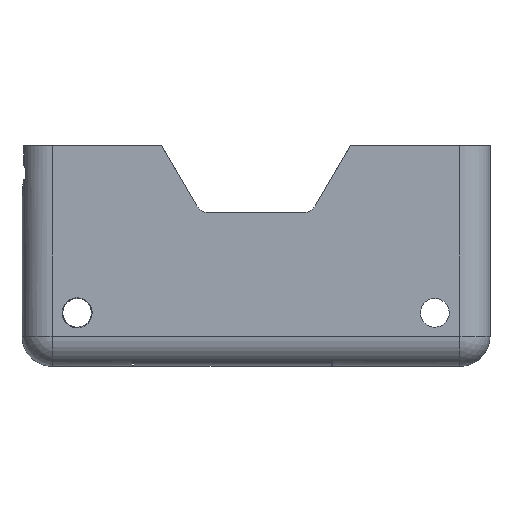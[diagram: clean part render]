
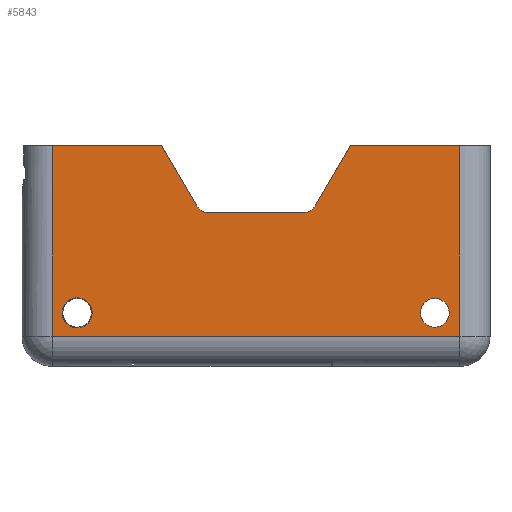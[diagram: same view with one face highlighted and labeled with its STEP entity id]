
A CAD part, left-side view. The second image highlights one B-rep face of the part: STEP entity #5843.
In plain terms, the highlighted planar face has unit normal (-1, 0, 0).
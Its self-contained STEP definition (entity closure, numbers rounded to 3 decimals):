
#23=B_SPLINE_CURVE_WITH_KNOTS('',3,(#8863,#8864,#8865,#8866,#8867,#8868),
 .UNSPECIFIED.,.F.,.F.,(4,2,4),(0.,0.079,0.161),
 .UNSPECIFIED.);
#25=B_SPLINE_CURVE_WITH_KNOTS('',3,(#8920,#8921,#8922,#8923,#8924,#8925,
#8926,#8927),.UNSPECIFIED.,.F.,.F.,(4,2,2,4),(0.,0.118,0.187,
0.257),.UNSPECIFIED.);
#58=FACE_BOUND('',#683,.T.);
#59=FACE_BOUND('',#684,.T.);
#93=CIRCLE('',#6100,2.);
#94=CIRCLE('',#6104,2.);
#98=CIRCLE('',#6141,2.25);
#100=CIRCLE('',#6144,2.15);
#365=FACE_OUTER_BOUND('',#682,.T.);
#682=EDGE_LOOP('',(#4860,#4861,#4862,#4863,#4864,#4865,#4866,#4867,#4868,
#4869));
#683=EDGE_LOOP('',(#4870,#4871));
#684=EDGE_LOOP('',(#4872,#4873));
#1176=LINE('',#8639,#1941);
#1179=LINE('',#8645,#1944);
#1186=LINE('',#8661,#1951);
#1329=LINE('',#9094,#2094);
#1337=LINE('',#9110,#2102);
#1357=LINE('',#9169,#2122);
#1361=LINE('',#9180,#2126);
#1362=LINE('',#9181,#2127);
#1941=VECTOR('',#7011,246900.);
#1944=VECTOR('',#7016,10.);
#1951=VECTOR('',#7029,10.);
#2094=VECTOR('',#7308,246900.);
#2102=VECTOR('',#7322,246900.);
#2122=VECTOR('',#7400,10.);
#2126=VECTOR('',#7412,10.);
#2127=VECTOR('',#7413,10.);
#2608=VERTEX_POINT('',#8631);
#2609=VERTEX_POINT('',#8633);
#2610=VERTEX_POINT('',#8637);
#2612=VERTEX_POINT('',#8642);
#2613=VERTEX_POINT('',#8647);
#2618=VERTEX_POINT('',#8659);
#2666=VERTEX_POINT('',#8828);
#2667=VERTEX_POINT('',#8830);
#2670=VERTEX_POINT('',#8837);
#2671=VERTEX_POINT('',#8839);
#2716=VERTEX_POINT('',#9091);
#2720=VERTEX_POINT('',#9107);
#2731=VERTEX_POINT('',#9167);
#2734=VERTEX_POINT('',#9179);
#3275=EDGE_CURVE('',#2608,#2609,#93,.T.);
#3277=EDGE_CURVE('',#2609,#2610,#1176,.T.);
#3280=EDGE_CURVE('',#2612,#2608,#1179,.T.);
#3282=EDGE_CURVE('',#2610,#2613,#94,.T.);
#3288=EDGE_CURVE('',#2613,#2618,#1186,.T.);
#3372=EDGE_CURVE('',#2667,#2666,#98,.T.);
#3376=EDGE_CURVE('',#2671,#2670,#100,.T.);
#3380=EDGE_CURVE('',#2671,#2670,#23,.T.);
#3394=EDGE_CURVE('',#2667,#2666,#25,.T.);
#3453=EDGE_CURVE('',#2716,#2612,#1329,.T.);
#3462=EDGE_CURVE('',#2618,#2720,#1337,.T.);
#3490=EDGE_CURVE('',#2716,#2731,#1357,.T.);
#3495=EDGE_CURVE('',#2731,#2734,#1361,.T.);
#3496=EDGE_CURVE('',#2734,#2720,#1362,.T.);
#4860=ORIENTED_EDGE('',*,*,#3495,.F.);
#4861=ORIENTED_EDGE('',*,*,#3490,.F.);
#4862=ORIENTED_EDGE('',*,*,#3453,.T.);
#4863=ORIENTED_EDGE('',*,*,#3280,.T.);
#4864=ORIENTED_EDGE('',*,*,#3275,.T.);
#4865=ORIENTED_EDGE('',*,*,#3277,.T.);
#4866=ORIENTED_EDGE('',*,*,#3282,.T.);
#4867=ORIENTED_EDGE('',*,*,#3288,.T.);
#4868=ORIENTED_EDGE('',*,*,#3462,.T.);
#4869=ORIENTED_EDGE('',*,*,#3496,.F.);
#4870=ORIENTED_EDGE('',*,*,#3394,.F.);
#4871=ORIENTED_EDGE('',*,*,#3372,.T.);
#4872=ORIENTED_EDGE('',*,*,#3380,.F.);
#4873=ORIENTED_EDGE('',*,*,#3376,.T.);
#5550=PLANE('',#6209);
#5843=ADVANCED_FACE('',(#365,#58,#59),#5550,.T.);
#6100=AXIS2_PLACEMENT_3D('',#8635,#7006,#7007);
#6104=AXIS2_PLACEMENT_3D('',#8649,#7020,#7021);
#6141=AXIS2_PLACEMENT_3D('',#8831,#7179,#7180);
#6144=AXIS2_PLACEMENT_3D('',#8840,#7187,#7188);
#6209=AXIS2_PLACEMENT_3D('',#9178,#7410,#7411);
#7006=DIRECTION('center_axis',(1.,0.,0.));
#7007=DIRECTION('ref_axis',(0.,0.,-1.));
#7011=DIRECTION('',(0.,1.,0.));
#7016=DIRECTION('',(0.,0.506,-0.862));
#7020=DIRECTION('center_axis',(1.,0.,0.));
#7021=DIRECTION('ref_axis',(0.,0.,-1.));
#7029=DIRECTION('',(0.,0.506,0.862));
#7179=DIRECTION('center_axis',(1.,0.,0.));
#7180=DIRECTION('ref_axis',(0.,0.,1.));
#7187=DIRECTION('center_axis',(1.,0.,0.));
#7188=DIRECTION('ref_axis',(0.,0.,1.));
#7308=DIRECTION('',(0.,1.,0.));
#7322=DIRECTION('',(0.,1.,0.));
#7400=DIRECTION('',(0.,0.,-1.));
#7410=DIRECTION('center_axis',(-1.,0.,0.));
#7411=DIRECTION('ref_axis',(0.,-1.,0.));
#7412=DIRECTION('',(0.,1.,0.));
#7413=DIRECTION('',(0.,0.,1.));
#8631=CARTESIAN_POINT('',(-29.,-8.855,36.987));
#8633=CARTESIAN_POINT('',(-29.,-7.131,36.));
#8635=CARTESIAN_POINT('Origin',(-29.,-7.131,38.));
#8637=CARTESIAN_POINT('',(-29.,7.131,36.));
#8639=CARTESIAN_POINT('',(-29.,-123448.217,36.));
#8642=CARTESIAN_POINT('',(-29.,-14.148,46.));
#8645=CARTESIAN_POINT('',(-29.,-3.806,28.389));
#8647=CARTESIAN_POINT('',(-29.,8.855,36.987));
#8649=CARTESIAN_POINT('Origin',(-29.,7.131,38.));
#8659=CARTESIAN_POINT('',(-29.,14.148,46.));
#8661=CARTESIAN_POINT('',(-29.,3.806,28.389));
#8828=CARTESIAN_POINT('',(-29.,25.719,19.));
#8830=CARTESIAN_POINT('',(-29.,27.781,19.));
#8831=CARTESIAN_POINT('Origin',(-29.,26.75,21.));
#8837=CARTESIAN_POINT('',(-29.,-27.539,19.));
#8839=CARTESIAN_POINT('',(-29.,-25.961,19.));
#8840=CARTESIAN_POINT('Origin',(-29.,-26.75,21.));
#8863=CARTESIAN_POINT('Ctrl Pts',(-29.,-25.961,19.));
#8864=CARTESIAN_POINT('Ctrl Pts',(-29.,-26.205,18.904));
#8865=CARTESIAN_POINT('Ctrl Pts',(-29.,-26.472,18.852));
#8866=CARTESIAN_POINT('Ctrl Pts',(-29.,-27.006,18.848));
#8867=CARTESIAN_POINT('Ctrl Pts',(-29.,-27.286,18.901));
#8868=CARTESIAN_POINT('Ctrl Pts',(-29.,-27.539,19.));
#8920=CARTESIAN_POINT('Ctrl Pts',(-29.,27.781,19.));
#8921=CARTESIAN_POINT('Ctrl Pts',(-29.,27.43,18.82));
#8922=CARTESIAN_POINT('Ctrl Pts',(-29.,27.136,18.773));
#8923=CARTESIAN_POINT('Ctrl Pts',(-29.,26.793,18.747));
#8924=CARTESIAN_POINT('Ctrl Pts',(-29.,26.579,18.741));
#8925=CARTESIAN_POINT('Ctrl Pts',(-29.,26.044,18.847));
#8926=CARTESIAN_POINT('Ctrl Pts',(-29.,25.844,18.936));
#8927=CARTESIAN_POINT('Ctrl Pts',(-29.,25.719,19.));
#9091=CARTESIAN_POINT('',(-29.,-30.5,46.));
#9094=CARTESIAN_POINT('',(-29.,-123415.,46.));
#9107=CARTESIAN_POINT('',(-29.,30.5,46.));
#9110=CARTESIAN_POINT('',(-29.,-123415.,46.));
#9167=CARTESIAN_POINT('',(-29.,-30.5,17.5));
#9169=CARTESIAN_POINT('',(-29.,-30.5,29.5));
#9178=CARTESIAN_POINT('Origin',(-29.,0.,13.));
#9179=CARTESIAN_POINT('',(-29.,30.5,17.5));
#9180=CARTESIAN_POINT('',(-29.,-17.5,17.5));
#9181=CARTESIAN_POINT('',(-29.,30.5,29.5));
